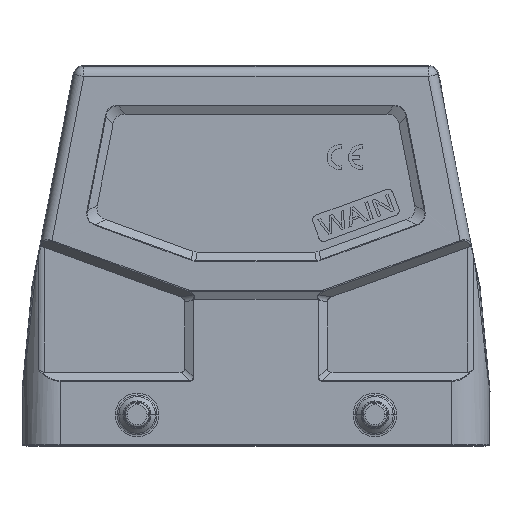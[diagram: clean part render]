
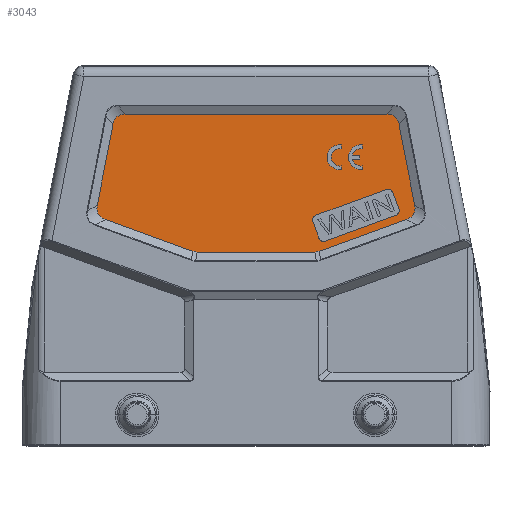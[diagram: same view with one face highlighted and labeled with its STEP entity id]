
A CAD part, top view. The second image highlights one B-rep face of the part: STEP entity #3043.
In plain terms, the highlighted planar face has unit normal (0, 0, 1).
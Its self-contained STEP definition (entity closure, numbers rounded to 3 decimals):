
#196=FACE_BOUND('',#4420,.T.);
#197=FACE_BOUND('',#4421,.T.);
#511=B_SPLINE_CURVE_WITH_KNOTS('',3,(#19581,#19582,#19583,#19584),
 .UNSPECIFIED.,.F.,.F.,(4,4),(0.,1.),.UNSPECIFIED.);
#512=B_SPLINE_CURVE_WITH_KNOTS('',3,(#19589,#19590,#19591,#19592),
 .UNSPECIFIED.,.F.,.F.,(4,4),(0.,1.),.UNSPECIFIED.);
#513=B_SPLINE_CURVE_WITH_KNOTS('',3,(#19596,#19597,#19598,#19599),
 .UNSPECIFIED.,.F.,.F.,(4,4),(0.,1.),.UNSPECIFIED.);
#514=B_SPLINE_CURVE_WITH_KNOTS('',3,(#19603,#19604,#19605,#19606),
 .UNSPECIFIED.,.F.,.F.,(4,4),(0.,1.),.UNSPECIFIED.);
#515=B_SPLINE_CURVE_WITH_KNOTS('',3,(#19610,#19611,#19612,#19613),
 .UNSPECIFIED.,.F.,.F.,(4,4),(0.,1.),.UNSPECIFIED.);
#516=B_SPLINE_CURVE_WITH_KNOTS('',3,(#19617,#19618,#19619,#19620),
 .UNSPECIFIED.,.F.,.F.,(4,4),(0.,1.),.UNSPECIFIED.);
#1374=LINE('',#19548,#2094);
#1378=LINE('',#19562,#2098);
#1383=LINE('',#19575,#2103);
#1385=LINE('',#19579,#2105);
#1386=LINE('',#19587,#2106);
#1387=LINE('',#19594,#2107);
#1388=LINE('',#19601,#2108);
#1389=LINE('',#19608,#2109);
#1390=LINE('',#19615,#2110);
#1391=LINE('',#19622,#2111);
#2094=VECTOR('',#13798,1.);
#2098=VECTOR('',#13812,1.);
#2103=VECTOR('',#13825,1.);
#2105=VECTOR('',#13831,1.);
#2106=VECTOR('',#13834,1.);
#2107=VECTOR('',#13835,1.);
#2108=VECTOR('',#13836,1.);
#2109=VECTOR('',#13837,1.);
#2110=VECTOR('',#13838,1.);
#2111=VECTOR('',#13839,1.);
#2521=PLANE('',#11624);
#3043=ADVANCED_FACE('',(#196,#197),#2521,.F.);
#4420=EDGE_LOOP('',(#6735,#6736,#6737,#6738,#6739,#6740,#6741,#6742,#6743));
#4421=EDGE_LOOP('',(#6744,#6745,#6746,#6747,#6748,#6749,#6750,#6751,#6752,
#6753,#6754,#6755));
#6735=ORIENTED_EDGE('',*,*,#9918,.T.);
#6736=ORIENTED_EDGE('',*,*,#9937,.T.);
#6737=ORIENTED_EDGE('',*,*,#9935,.T.);
#6738=ORIENTED_EDGE('',*,*,#9930,.T.);
#6739=ORIENTED_EDGE('',*,*,#9926,.T.);
#6740=ORIENTED_EDGE('',*,*,#9929,.T.);
#6741=ORIENTED_EDGE('',*,*,#9923,.T.);
#6742=ORIENTED_EDGE('',*,*,#9922,.T.);
#6743=ORIENTED_EDGE('',*,*,#9939,.T.);
#6744=ORIENTED_EDGE('',*,*,#9940,.F.);
#6745=ORIENTED_EDGE('',*,*,#9941,.F.);
#6746=ORIENTED_EDGE('',*,*,#9942,.F.);
#6747=ORIENTED_EDGE('',*,*,#9943,.F.);
#6748=ORIENTED_EDGE('',*,*,#9944,.F.);
#6749=ORIENTED_EDGE('',*,*,#9945,.F.);
#6750=ORIENTED_EDGE('',*,*,#9946,.F.);
#6751=ORIENTED_EDGE('',*,*,#9947,.F.);
#6752=ORIENTED_EDGE('',*,*,#9948,.F.);
#6753=ORIENTED_EDGE('',*,*,#9949,.F.);
#6754=ORIENTED_EDGE('',*,*,#9950,.F.);
#6755=ORIENTED_EDGE('',*,*,#9951,.F.);
#8524=VERTEX_POINT('',#19529);
#8528=VERTEX_POINT('',#19536);
#8529=VERTEX_POINT('',#19540);
#8532=VERTEX_POINT('',#19545);
#8533=VERTEX_POINT('',#19549);
#8535=VERTEX_POINT('',#19555);
#8536=VERTEX_POINT('',#19556);
#8538=VERTEX_POINT('',#19563);
#8540=VERTEX_POINT('',#19569);
#8542=VERTEX_POINT('',#19585);
#8543=VERTEX_POINT('',#19586);
#8544=VERTEX_POINT('',#19588);
#8545=VERTEX_POINT('',#19593);
#8546=VERTEX_POINT('',#19595);
#8547=VERTEX_POINT('',#19600);
#8548=VERTEX_POINT('',#19602);
#8549=VERTEX_POINT('',#19607);
#8550=VERTEX_POINT('',#19609);
#8551=VERTEX_POINT('',#19614);
#8552=VERTEX_POINT('',#19616);
#8553=VERTEX_POINT('',#19621);
#9918=EDGE_CURVE('',#8524,#8528,#10809,.T.);
#9922=EDGE_CURVE('',#8529,#8532,#10811,.T.);
#9923=EDGE_CURVE('',#8533,#8529,#1374,.T.);
#9926=EDGE_CURVE('',#8535,#8536,#10812,.T.);
#9929=EDGE_CURVE('',#8536,#8533,#10814,.T.);
#9930=EDGE_CURVE('',#8538,#8535,#1378,.T.);
#9935=EDGE_CURVE('',#8540,#8538,#10816,.T.);
#9937=EDGE_CURVE('',#8528,#8540,#1383,.T.);
#9939=EDGE_CURVE('',#8532,#8524,#1385,.T.);
#9940=EDGE_CURVE('',#8542,#8543,#511,.T.);
#9941=EDGE_CURVE('',#8544,#8542,#1386,.T.);
#9942=EDGE_CURVE('',#8545,#8544,#512,.T.);
#9943=EDGE_CURVE('',#8546,#8545,#1387,.T.);
#9944=EDGE_CURVE('',#8547,#8546,#513,.T.);
#9945=EDGE_CURVE('',#8548,#8547,#1388,.T.);
#9946=EDGE_CURVE('',#8549,#8548,#514,.T.);
#9947=EDGE_CURVE('',#8550,#8549,#1389,.T.);
#9948=EDGE_CURVE('',#8551,#8550,#515,.T.);
#9949=EDGE_CURVE('',#8552,#8551,#1390,.T.);
#9950=EDGE_CURVE('',#8553,#8552,#516,.T.);
#9951=EDGE_CURVE('',#8543,#8553,#1391,.T.);
#10809=CIRCLE('',#11607,1.);
#10811=CIRCLE('',#11610,1.);
#10812=CIRCLE('',#11613,1.);
#10814=CIRCLE('',#11615,1.);
#10816=CIRCLE('',#11619,1.);
#11607=AXIS2_PLACEMENT_3D('',#19537,#13786,#13787);
#11610=AXIS2_PLACEMENT_3D('',#19546,#13794,#13795);
#11613=AXIS2_PLACEMENT_3D('',#19554,#13803,#13804);
#11615=AXIS2_PLACEMENT_3D('',#19560,#13808,#13809);
#11619=AXIS2_PLACEMENT_3D('',#19572,#13820,#13821);
#11624=AXIS2_PLACEMENT_3D('',#19623,#13840,#13841);
#13786=DIRECTION('',(0.,0.,-1.));
#13787=DIRECTION('',(-0.94,-0.342,0.));
#13794=DIRECTION('',(0.,0.,-1.));
#13795=DIRECTION('',(0.342,-0.94,0.));
#13798=DIRECTION('',(-0.94,-0.342,0.));
#13803=DIRECTION('',(0.,0.,-1.));
#13804=DIRECTION('',(0.94,0.342,0.));
#13808=DIRECTION('',(0.,0.,-1.));
#13809=DIRECTION('',(1.,0.,0.));
#13812=DIRECTION('',(0.342,-0.94,0.));
#13820=DIRECTION('',(0.,0.,-1.));
#13821=DIRECTION('',(-0.342,0.94,0.));
#13825=DIRECTION('',(0.94,0.342,0.));
#13831=DIRECTION('',(-0.342,0.94,0.));
#13834=DIRECTION('',(1.,0.,0.));
#13835=DIRECTION('',(0.191,0.982,0.));
#13836=DIRECTION('',(-0.94,0.342,0.));
#13837=DIRECTION('',(-1.,0.,0.));
#13838=DIRECTION('',(-0.94,-0.342,0.));
#13839=DIRECTION('',(0.191,-0.982,0.));
#13840=DIRECTION('',(0.,0.,-1.));
#13841=DIRECTION('',(-1.,0.,0.));
#19529=CARTESIAN_POINT('',(11.364,12.815,21.5));
#19536=CARTESIAN_POINT('',(11.962,14.097,21.5));
#19537=CARTESIAN_POINT('',(12.304,13.157,21.5));
#19540=CARTESIAN_POINT('',(13.843,8.928,21.5));
#19545=CARTESIAN_POINT('',(12.562,9.526,21.5));
#19546=CARTESIAN_POINT('',(13.501,9.868,21.5));
#19548=CARTESIAN_POINT('',(27.939,14.059,21.5));
#19549=CARTESIAN_POINT('',(27.939,14.059,21.5));
#19554=CARTESIAN_POINT('',(27.597,14.998,21.5));
#19555=CARTESIAN_POINT('',(28.536,15.34,21.5));
#19556=CARTESIAN_POINT('',(28.597,14.998,21.5));
#19560=CARTESIAN_POINT('',(27.597,14.998,21.5));
#19562=CARTESIAN_POINT('',(27.339,18.629,21.5));
#19563=CARTESIAN_POINT('',(27.339,18.629,21.5));
#19569=CARTESIAN_POINT('',(26.058,19.227,21.5));
#19572=CARTESIAN_POINT('',(26.4,18.287,21.5));
#19575=CARTESIAN_POINT('',(11.962,14.097,21.5));
#19579=CARTESIAN_POINT('',(12.562,9.526,21.5));
#19581=CARTESIAN_POINT('',(26.116,34.268,21.5));
#19582=CARTESIAN_POINT('',(27.478,34.268,21.5));
#19583=CARTESIAN_POINT('',(28.31,33.582,21.5));
#19584=CARTESIAN_POINT('',(28.57,32.245,21.5));
#19585=CARTESIAN_POINT('',(26.116,34.268,21.5));
#19586=CARTESIAN_POINT('',(28.57,32.245,21.5));
#19587=CARTESIAN_POINT('',(-26.116,34.268,21.5));
#19588=CARTESIAN_POINT('',(-26.116,34.268,21.5));
#19589=CARTESIAN_POINT('',(-28.57,32.245,21.5));
#19590=CARTESIAN_POINT('',(-28.31,33.582,21.5));
#19591=CARTESIAN_POINT('',(-27.478,34.268,21.5));
#19592=CARTESIAN_POINT('',(-26.116,34.268,21.5));
#19593=CARTESIAN_POINT('',(-28.57,32.245,21.5));
#19594=CARTESIAN_POINT('',(-31.712,16.08,21.5));
#19595=CARTESIAN_POINT('',(-31.712,16.08,21.5));
#19596=CARTESIAN_POINT('',(-30.113,13.254,21.5));
#19597=CARTESIAN_POINT('',(-31.439,13.736,21.5));
#19598=CARTESIAN_POINT('',(-31.981,14.695,21.5));
#19599=CARTESIAN_POINT('',(-31.712,16.08,21.5));
#19600=CARTESIAN_POINT('',(-30.113,13.254,21.5));
#19601=CARTESIAN_POINT('',(-12.609,6.883,21.5));
#19602=CARTESIAN_POINT('',(-12.609,6.883,21.5));
#19603=CARTESIAN_POINT('',(-11.754,6.732,21.5));
#19604=CARTESIAN_POINT('',(-12.047,6.732,21.5));
#19605=CARTESIAN_POINT('',(-12.333,6.783,21.5));
#19606=CARTESIAN_POINT('',(-12.609,6.883,21.5));
#19607=CARTESIAN_POINT('',(-11.754,6.732,21.5));
#19608=CARTESIAN_POINT('',(11.754,6.732,21.5));
#19609=CARTESIAN_POINT('',(11.754,6.732,21.5));
#19610=CARTESIAN_POINT('',(12.609,6.883,21.5));
#19611=CARTESIAN_POINT('',(12.333,6.783,21.5));
#19612=CARTESIAN_POINT('',(12.047,6.732,21.5));
#19613=CARTESIAN_POINT('',(11.754,6.732,21.5));
#19614=CARTESIAN_POINT('',(12.609,6.883,21.5));
#19615=CARTESIAN_POINT('',(30.113,13.254,21.5));
#19616=CARTESIAN_POINT('',(30.113,13.254,21.5));
#19617=CARTESIAN_POINT('',(31.712,16.08,21.5));
#19618=CARTESIAN_POINT('',(31.981,14.695,21.5));
#19619=CARTESIAN_POINT('',(31.439,13.736,21.5));
#19620=CARTESIAN_POINT('',(30.113,13.254,21.5));
#19621=CARTESIAN_POINT('',(31.712,16.08,21.5));
#19622=CARTESIAN_POINT('',(28.57,32.245,21.5));
#19623=CARTESIAN_POINT('',(-34.102,12.862,21.5));
